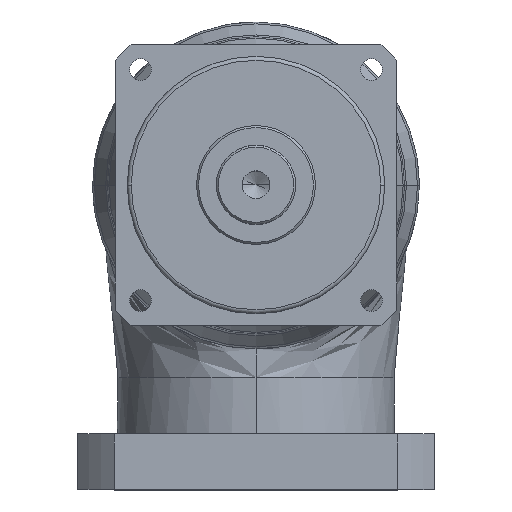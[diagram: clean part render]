
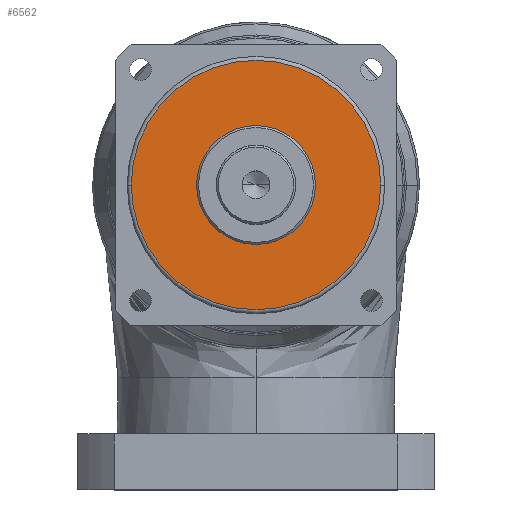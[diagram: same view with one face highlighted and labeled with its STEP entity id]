
A CAD part, top view. The second image highlights one B-rep face of the part: STEP entity #6562.
In plain terms, the highlighted planar face has unit normal (0, 0, 1).
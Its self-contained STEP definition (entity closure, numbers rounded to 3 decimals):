
#299 = CARTESIAN_POINT ( 'NONE',  ( -30., 0., 119. ) ) ;
#648 = CIRCLE ( 'NONE', #12766, 63. ) ;
#1167 = DIRECTION ( 'NONE',  ( 0., 0., 1. ) ) ;
#1189 = ORIENTED_EDGE ( 'NONE', *, *, #1253, .T. ) ;
#1253 = EDGE_CURVE ( 'NONE', #7543, #15318, #648, .T. ) ;
#1412 = DIRECTION ( 'NONE',  ( 0., 0., 1. ) ) ;
#2574 = EDGE_LOOP ( 'NONE', ( #8505, #9549 ) ) ;
#2676 = FACE_BOUND ( 'NONE', #2574, .T. ) ;
#3285 = CARTESIAN_POINT ( 'NONE',  ( -63., 0., 119. ) ) ;
#3484 = CARTESIAN_POINT ( 'NONE',  ( 30., 0., 119. ) ) ;
#3864 = EDGE_CURVE ( 'NONE', #4963, #16021, #14998, .T. ) ;
#4598 = PLANE ( 'NONE',  #12075 ) ;
#4730 = AXIS2_PLACEMENT_3D ( 'NONE', #14123, #6524, #15419 ) ;
#4834 = FACE_OUTER_BOUND ( 'NONE', #8596, .T. ) ;
#4963 = VERTEX_POINT ( 'NONE', #3484 ) ;
#5230 = DIRECTION ( 'NONE',  ( 0., 0., 1. ) ) ;
#6097 = EDGE_CURVE ( 'NONE', #16021, #4963, #16345, .T. ) ;
#6524 = DIRECTION ( 'NONE',  ( 0., 0., 1. ) ) ;
#6562 = ADVANCED_FACE ( 'NONE', ( #4834, #2676 ), #4598, .T. ) ;
#6689 = CIRCLE ( 'NONE', #9446, 63. ) ;
#7134 = DIRECTION ( 'NONE',  ( 1., 0., 0. ) ) ;
#7156 = CARTESIAN_POINT ( 'NONE',  ( 63., 0., 119. ) ) ;
#7543 = VERTEX_POINT ( 'NONE', #7156 ) ;
#7956 = ORIENTED_EDGE ( 'NONE', *, *, #10463, .T. ) ;
#8505 = ORIENTED_EDGE ( 'NONE', *, *, #3864, .F. ) ;
#8596 = EDGE_LOOP ( 'NONE', ( #1189, #7956 ) ) ;
#8788 = CARTESIAN_POINT ( 'NONE',  ( 0., 0., 119. ) ) ;
#9029 = CARTESIAN_POINT ( 'NONE',  ( 0., 0., 119. ) ) ;
#9446 = AXIS2_PLACEMENT_3D ( 'NONE', #8788, #1167, #10065 ) ;
#9549 = ORIENTED_EDGE ( 'NONE', *, *, #6097, .F. ) ;
#10065 = DIRECTION ( 'NONE',  ( 1., 0., 0. ) ) ;
#10289 = DIRECTION ( 'NONE',  ( 1., 0., 0. ) ) ;
#10463 = EDGE_CURVE ( 'NONE', #15318, #7543, #6689, .T. ) ;
#12075 = AXIS2_PLACEMENT_3D ( 'NONE', #13454, #14734, #7134 ) ;
#12766 = AXIS2_PLACEMENT_3D ( 'NONE', #9029, #1412, #10289 ) ;
#12819 = CARTESIAN_POINT ( 'NONE',  ( 0., 0., 119. ) ) ;
#13454 = CARTESIAN_POINT ( 'NONE',  ( 0., 0., 119. ) ) ;
#14081 = DIRECTION ( 'NONE',  ( 1., 0., 0. ) ) ;
#14123 = CARTESIAN_POINT ( 'NONE',  ( 0., 0., 119. ) ) ;
#14267 = AXIS2_PLACEMENT_3D ( 'NONE', #12819, #5230, #14081 ) ;
#14734 = DIRECTION ( 'NONE',  ( 0., 0., 1. ) ) ;
#14998 = CIRCLE ( 'NONE', #14267, 30. ) ;
#15318 = VERTEX_POINT ( 'NONE', #3285 ) ;
#15419 = DIRECTION ( 'NONE',  ( 1., 0., 0. ) ) ;
#16021 = VERTEX_POINT ( 'NONE', #299 ) ;
#16345 = CIRCLE ( 'NONE', #4730, 30. ) ;
